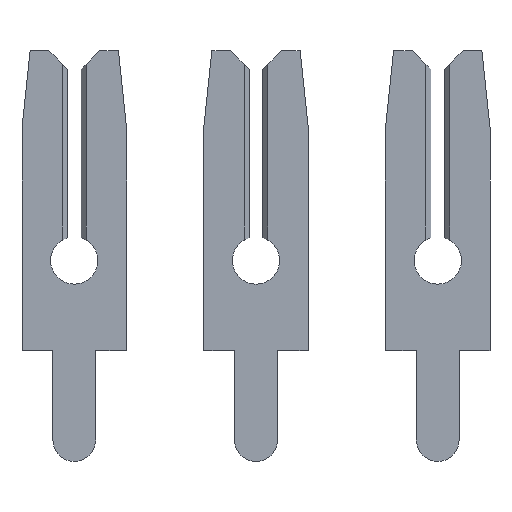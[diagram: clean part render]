
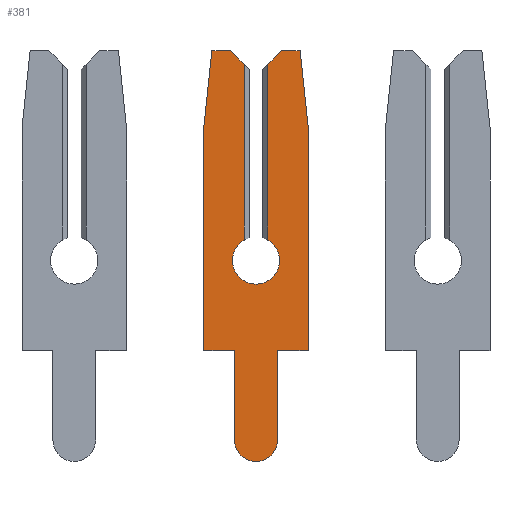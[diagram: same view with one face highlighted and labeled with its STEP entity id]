
A CAD part, top view. The second image highlights one B-rep face of the part: STEP entity #381.
In plain terms, the highlighted face is planar.
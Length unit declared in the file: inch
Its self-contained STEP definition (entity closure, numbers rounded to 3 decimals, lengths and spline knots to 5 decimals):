
#8 = CARTESIAN_POINT ( 'NONE',  ( -0.013, -0.099, -0.0575 ) ) ;
#9 = VERTEX_POINT ( 'NONE', #850 ) ;
#13 = CARTESIAN_POINT ( 'NONE',  ( -0.013, 0.02252, 0.013 ) ) ;
#16 = VECTOR ( 'NONE', #418, 39.37008 ) ;
#22 = VECTOR ( 'NONE', #948, 39.37008 ) ;
#29 = VERTEX_POINT ( 'NONE', #619 ) ;
#47 = CARTESIAN_POINT ( 'NONE',  ( -0.013, 0.231, -0.028 ) ) ;
#57 = LINE ( 'NONE', #326, #88 ) ;
#61 = EDGE_CURVE ( 'NONE', #896, #978, #527, .T. ) ;
#63 = CARTESIAN_POINT ( 'NONE',  ( -0.013, 0.231, 0.013 ) ) ;
#66 = CARTESIAN_POINT ( 'NONE',  ( -0.013, 0.231, 0.04857 ) ) ;
#72 = ORIENTED_EDGE ( 'NONE', *, *, #235, .F. ) ;
#88 = VECTOR ( 'NONE', #484, 39.37008 ) ;
#94 = CARTESIAN_POINT ( 'NONE',  ( -0.013, 0., 0. ) ) ;
#95 = VECTOR ( 'NONE', #546, 39.37008 ) ;
#100 = CARTESIAN_POINT ( 'NONE',  ( -0.013, 0.231, -0.04857 ) ) ;
#108 = DIRECTION ( 'NONE',  ( 0., 0., 1. ) ) ;
#116 = EDGE_LOOP ( 'NONE', ( #858, #72, #650, #834, #735, #417, #150, #738, #157, #532, #344, #988, #890, #961, #986, #341, #258, #397 ) ) ;
#130 = CARTESIAN_POINT ( 'NONE',  ( -0.013, 0.2105, -0.0075 ) ) ;
#137 = DIRECTION ( 'NONE',  ( 0., -0.707, 0.707 ) ) ;
#150 = ORIENTED_EDGE ( 'NONE', *, *, #476, .F. ) ;
#155 = EDGE_CURVE ( 'NONE', #9, #176, #662, .T. ) ;
#156 = CARTESIAN_POINT ( 'NONE',  ( -0.013, 0.146, -0.0575 ) ) ;
#157 = ORIENTED_EDGE ( 'NONE', *, *, #199, .F. ) ;
#161 = CIRCLE ( 'NONE', #228, 0.0235 ) ;
#174 = LINE ( 'NONE', #156, #95 ) ;
#176 = VERTEX_POINT ( 'NONE', #953 ) ;
#180 = DIRECTION ( 'NONE',  ( 0., 0., -1. ) ) ;
#185 = AXIS2_PLACEMENT_3D ( 'NONE', #416, #253, #332 ) ;
#195 = CARTESIAN_POINT ( 'NONE',  ( -0.013, -0.1975, 0. ) ) ;
#199 = EDGE_CURVE ( 'NONE', #1001, #690, #174, .T. ) ;
#223 = DIRECTION ( 'NONE',  ( 0., -1., 0. ) ) ;
#228 = AXIS2_PLACEMENT_3D ( 'NONE', #195, #684, #108 ) ;
#230 = EDGE_CURVE ( 'NONE', #708, #667, #592, .T. ) ;
#235 = EDGE_CURVE ( 'NONE', #501, #330, #415, .T. ) ;
#236 = VECTOR ( 'NONE', #223, 39.37008 ) ;
#247 = CIRCLE ( 'NONE', #968, 0.026 ) ;
#249 = CARTESIAN_POINT ( 'NONE',  ( -0.013, 0.231, 0.04857 ) ) ;
#252 = EDGE_CURVE ( 'NONE', #978, #1001, #328, .T. ) ;
#253 = DIRECTION ( 'NONE',  ( -1., 0., 0. ) ) ;
#258 = ORIENTED_EDGE ( 'NONE', *, *, #369, .F. ) ;
#260 = DIRECTION ( 'NONE',  ( -1., 0., 0. ) ) ;
#268 = VECTOR ( 'NONE', #1010, 39.37008 ) ;
#283 = LINE ( 'NONE', #130, #339 ) ;
#296 = EDGE_CURVE ( 'NONE', #29, #501, #463, .T. ) ;
#297 = CARTESIAN_POINT ( 'NONE',  ( -0.013, 0.02252, -0.013 ) ) ;
#321 = VERTEX_POINT ( 'NONE', #100 ) ;
#326 = CARTESIAN_POINT ( 'NONE',  ( -0.013, 0.231, 0.028 ) ) ;
#328 = LINE ( 'NONE', #8, #389 ) ;
#330 = VERTEX_POINT ( 'NONE', #13 ) ;
#332 = DIRECTION ( 'NONE',  ( 0., 0., -1. ) ) ;
#339 = VECTOR ( 'NONE', #137, 39.37008 ) ;
#341 = ORIENTED_EDGE ( 'NONE', *, *, #230, .F. ) ;
#343 = CARTESIAN_POINT ( 'NONE',  ( -0.013, 0., 0.026 ) ) ;
#344 = ORIENTED_EDGE ( 'NONE', *, *, #61, .F. ) ;
#346 = DIRECTION ( 'NONE',  ( 0., 0., -1. ) ) ;
#369 = EDGE_CURVE ( 'NONE', #176, #708, #57, .T. ) ;
#377 = LINE ( 'NONE', #63, #236 ) ;
#378 = VECTOR ( 'NONE', #427, 39.37008 ) ;
#380 = DIRECTION ( 'NONE',  ( 0., -1., 0. ) ) ;
#381 = ADVANCED_FACE ( 'NONE', ( #483 ), #657, .F. ) ;
#389 = VECTOR ( 'NONE', #486, 39.37008 ) ;
#397 = ORIENTED_EDGE ( 'NONE', *, *, #155, .F. ) ;
#409 = EDGE_CURVE ( 'NONE', #1028, #29, #247, .T. ) ;
#415 = CIRCLE ( 'NONE', #658, 0.026 ) ;
#416 = CARTESIAN_POINT ( 'NONE',  ( -0.013, 0., 0. ) ) ;
#417 = ORIENTED_EDGE ( 'NONE', *, *, #732, .F. ) ;
#418 = DIRECTION ( 'NONE',  ( 0., -0.995, 0.105 ) ) ;
#427 = DIRECTION ( 'NONE',  ( 0., 0., 1. ) ) ;
#444 = LINE ( 'NONE', #699, #528 ) ;
#462 = CARTESIAN_POINT ( 'NONE',  ( -0.013, 0.146, -0.0575 ) ) ;
#463 = CIRCLE ( 'NONE', #185, 0.026 ) ;
#476 = EDGE_CURVE ( 'NONE', #321, #600, #733, .T. ) ;
#480 = VERTEX_POINT ( 'NONE', #504 ) ;
#483 = FACE_OUTER_BOUND ( 'NONE', #116, .T. ) ;
#484 = DIRECTION ( 'NONE',  ( 0., 0., 1. ) ) ;
#485 = DIRECTION ( 'NONE',  ( 1., 0., 0. ) ) ;
#486 = DIRECTION ( 'NONE',  ( 0., 0., -1. ) ) ;
#494 = CARTESIAN_POINT ( 'NONE',  ( -0.013, 0.231, -0.028 ) ) ;
#495 = CARTESIAN_POINT ( 'NONE',  ( -0.013, 0., 0. ) ) ;
#501 = VERTEX_POINT ( 'NONE', #343 ) ;
#504 = CARTESIAN_POINT ( 'NONE',  ( -0.013, -0.1975, 0.0235 ) ) ;
#512 = CARTESIAN_POINT ( 'NONE',  ( -0.013, 0.231, -0.04857 ) ) ;
#527 = LINE ( 'NONE', #788, #568 ) ;
#528 = VECTOR ( 'NONE', #380, 39.37008 ) ;
#531 = CARTESIAN_POINT ( 'NONE',  ( -0.013, 0.146, 0.0575 ) ) ;
#532 = ORIENTED_EDGE ( 'NONE', *, *, #252, .F. ) ;
#542 = AXIS2_PLACEMENT_3D ( 'NONE', #895, #485, #180 ) ;
#546 = DIRECTION ( 'NONE',  ( 0., 1., 0. ) ) ;
#565 = DIRECTION ( 'NONE',  ( -1., 0., 0. ) ) ;
#568 = VECTOR ( 'NONE', #859, 39.37008 ) ;
#592 = LINE ( 'NONE', #249, #16 ) ;
#600 = VERTEX_POINT ( 'NONE', #47 ) ;
#611 = CARTESIAN_POINT ( 'NONE',  ( -0.013, 0.216, -0.013 ) ) ;
#614 = CARTESIAN_POINT ( 'NONE',  ( -0.013, 0.146, 0.0575 ) ) ;
#619 = CARTESIAN_POINT ( 'NONE',  ( -0.013, 0., -0.026 ) ) ;
#636 = VECTOR ( 'NONE', #679, 39.37008 ) ;
#646 = CARTESIAN_POINT ( 'NONE',  ( -0.013, 0.2105, 0.0075 ) ) ;
#650 = ORIENTED_EDGE ( 'NONE', *, *, #296, .F. ) ;
#657 = PLANE ( 'NONE',  #542 ) ;
#658 = AXIS2_PLACEMENT_3D ( 'NONE', #94, #565, #898 ) ;
#662 = LINE ( 'NONE', #646, #22 ) ;
#667 = VERTEX_POINT ( 'NONE', #531 ) ;
#672 = CARTESIAN_POINT ( 'NONE',  ( -0.013, -0.099, -0.0235 ) ) ;
#679 = DIRECTION ( 'NONE',  ( 0., 0.995, 0.105 ) ) ;
#684 = DIRECTION ( 'NONE',  ( 1., 0., 0. ) ) ;
#690 = VERTEX_POINT ( 'NONE', #462 ) ;
#695 = EDGE_CURVE ( 'NONE', #726, #480, #444, .T. ) ;
#698 = CARTESIAN_POINT ( 'NONE',  ( -0.013, -0.099, -0.0575 ) ) ;
#699 = CARTESIAN_POINT ( 'NONE',  ( -0.013, -0.099, 0.0235 ) ) ;
#708 = VERTEX_POINT ( 'NONE', #66 ) ;
#718 = EDGE_CURVE ( 'NONE', #9, #330, #377, .T. ) ;
#724 = VERTEX_POINT ( 'NONE', #611 ) ;
#726 = VERTEX_POINT ( 'NONE', #1018 ) ;
#731 = VECTOR ( 'NONE', #864, 39.37008 ) ;
#732 = EDGE_CURVE ( 'NONE', #600, #724, #283, .T. ) ;
#733 = LINE ( 'NONE', #494, #378 ) ;
#735 = ORIENTED_EDGE ( 'NONE', *, *, #748, .F. ) ;
#738 = ORIENTED_EDGE ( 'NONE', *, *, #901, .F. ) ;
#744 = LINE ( 'NONE', #614, #268 ) ;
#748 = EDGE_CURVE ( 'NONE', #724, #1028, #826, .T. ) ;
#753 = LINE ( 'NONE', #845, #977 ) ;
#757 = DIRECTION ( 'NONE',  ( 0., 0., -1. ) ) ;
#780 = CARTESIAN_POINT ( 'NONE',  ( -0.013, 0., -0.013 ) ) ;
#783 = EDGE_CURVE ( 'NONE', #480, #896, #161, .T. ) ;
#788 = CARTESIAN_POINT ( 'NONE',  ( -0.013, -0.099, -0.0235 ) ) ;
#808 = LINE ( 'NONE', #512, #636 ) ;
#826 = LINE ( 'NONE', #780, #731 ) ;
#834 = ORIENTED_EDGE ( 'NONE', *, *, #409, .F. ) ;
#835 = CARTESIAN_POINT ( 'NONE',  ( -0.013, -0.099, 0.0575 ) ) ;
#845 = CARTESIAN_POINT ( 'NONE',  ( -0.013, -0.099, 0.0575 ) ) ;
#850 = CARTESIAN_POINT ( 'NONE',  ( -0.013, 0.216, 0.013 ) ) ;
#858 = ORIENTED_EDGE ( 'NONE', *, *, #718, .T. ) ;
#859 = DIRECTION ( 'NONE',  ( 0., 1., 0. ) ) ;
#864 = DIRECTION ( 'NONE',  ( 0., -1., 0. ) ) ;
#881 = EDGE_CURVE ( 'NONE', #969, #726, #753, .T. ) ;
#890 = ORIENTED_EDGE ( 'NONE', *, *, #695, .F. ) ;
#895 = CARTESIAN_POINT ( 'NONE',  ( -0.013, 0., 0. ) ) ;
#896 = VERTEX_POINT ( 'NONE', #985 ) ;
#898 = DIRECTION ( 'NONE',  ( 0., 0., -1. ) ) ;
#901 = EDGE_CURVE ( 'NONE', #690, #321, #808, .T. ) ;
#948 = DIRECTION ( 'NONE',  ( 0., 0.707, 0.707 ) ) ;
#953 = CARTESIAN_POINT ( 'NONE',  ( -0.013, 0.231, 0.028 ) ) ;
#961 = ORIENTED_EDGE ( 'NONE', *, *, #881, .F. ) ;
#968 = AXIS2_PLACEMENT_3D ( 'NONE', #495, #260, #346 ) ;
#969 = VERTEX_POINT ( 'NONE', #835 ) ;
#977 = VECTOR ( 'NONE', #757, 39.37008 ) ;
#978 = VERTEX_POINT ( 'NONE', #672 ) ;
#985 = CARTESIAN_POINT ( 'NONE',  ( -0.013, -0.1975, -0.0235 ) ) ;
#986 = ORIENTED_EDGE ( 'NONE', *, *, #1034, .F. ) ;
#988 = ORIENTED_EDGE ( 'NONE', *, *, #783, .F. ) ;
#1001 = VERTEX_POINT ( 'NONE', #698 ) ;
#1010 = DIRECTION ( 'NONE',  ( 0., -1., 0. ) ) ;
#1018 = CARTESIAN_POINT ( 'NONE',  ( -0.013, -0.099, 0.0235 ) ) ;
#1028 = VERTEX_POINT ( 'NONE', #297 ) ;
#1034 = EDGE_CURVE ( 'NONE', #667, #969, #744, .T. ) ;
